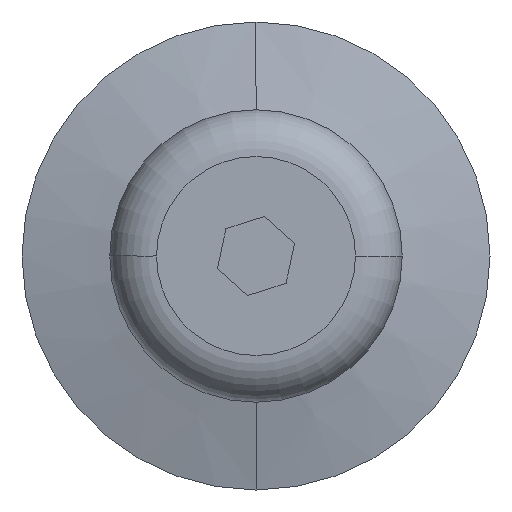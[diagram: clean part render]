
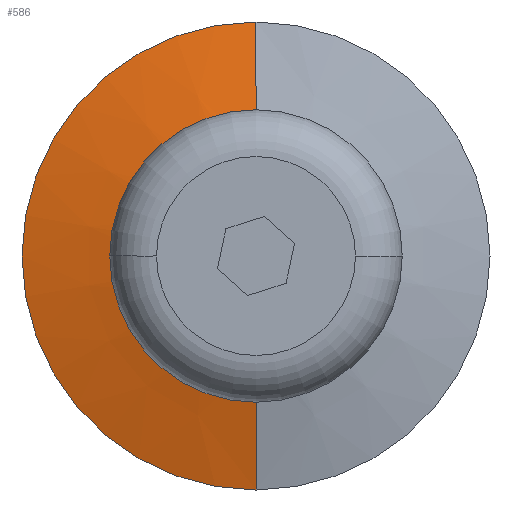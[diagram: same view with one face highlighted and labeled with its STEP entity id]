
A CAD part, left-side view. The second image highlights one B-rep face of the part: STEP entity #586.
In plain terms, the highlighted conical face has half-angle 75.769 degrees and reference radius 20 mm.
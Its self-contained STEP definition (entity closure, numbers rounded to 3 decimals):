
#7 = DIRECTION ( 'NONE',  ( 0.246, 0., 0.969 ) ) ;
#48 = VERTEX_POINT ( 'NONE', #922 ) ;
#52 = CARTESIAN_POINT ( 'NONE',  ( -4.513, 0., -20. ) ) ;
#62 = DIRECTION ( 'NONE',  ( -1., 0., 0. ) ) ;
#86 = AXIS2_PLACEMENT_3D ( 'NONE', #831, #903, #189 ) ;
#89 = EDGE_LOOP ( 'NONE', ( #564, #658, #613, #183 ) ) ;
#183 = ORIENTED_EDGE ( 'NONE', *, *, #428, .F. ) ;
#189 = DIRECTION ( 'NONE',  ( 0., 0., 1. ) ) ;
#198 = DIRECTION ( 'NONE',  ( 0., 0., -1. ) ) ;
#254 = CARTESIAN_POINT ( 'NONE',  ( -4.513, 0., 20. ) ) ;
#315 = LINE ( 'NONE', #754, #386 ) ;
#324 = EDGE_CURVE ( 'NONE', #389, #458, #704, .T. ) ;
#343 = VECTOR ( 'NONE', #7, 1000. ) ;
#362 = AXIS2_PLACEMENT_3D ( 'NONE', #543, #62, #691 ) ;
#386 = VECTOR ( 'NONE', #766, 1000. ) ;
#389 = VERTEX_POINT ( 'NONE', #254 ) ;
#399 = DIRECTION ( 'NONE',  ( 1., 0., 0. ) ) ;
#428 = EDGE_CURVE ( 'NONE', #694, #458, #315, .T. ) ;
#458 = VERTEX_POINT ( 'NONE', #52 ) ;
#482 = CIRCLE ( 'NONE', #86, 9. ) ;
#539 = EDGE_CURVE ( 'NONE', #48, #389, #641, .T. ) ;
#543 = CARTESIAN_POINT ( 'NONE',  ( -4.513, 0., 0. ) ) ;
#564 = ORIENTED_EDGE ( 'NONE', *, *, #812, .F. ) ;
#572 = CARTESIAN_POINT ( 'NONE',  ( -4.513, 0., 20. ) ) ;
#586 = ADVANCED_FACE ( 'NONE', ( #618 ), #589, .T. ) ;
#589 = CONICAL_SURFACE ( 'NONE', #857, 20., 1.322 ) ;
#613 = ORIENTED_EDGE ( 'NONE', *, *, #324, .T. ) ;
#618 = FACE_OUTER_BOUND ( 'NONE', #89, .T. ) ;
#641 = LINE ( 'NONE', #572, #343 ) ;
#658 = ORIENTED_EDGE ( 'NONE', *, *, #539, .T. ) ;
#691 = DIRECTION ( 'NONE',  ( 0., 0., 1. ) ) ;
#694 = VERTEX_POINT ( 'NONE', #806 ) ;
#704 = CIRCLE ( 'NONE', #362, 20. ) ;
#754 = CARTESIAN_POINT ( 'NONE',  ( -4.513, 0., -20. ) ) ;
#766 = DIRECTION ( 'NONE',  ( 0.246, 0., -0.969 ) ) ;
#806 = CARTESIAN_POINT ( 'NONE',  ( -7.303, 0., -9. ) ) ;
#812 = EDGE_CURVE ( 'NONE', #48, #694, #482, .T. ) ;
#831 = CARTESIAN_POINT ( 'NONE',  ( -7.303, 0., 0. ) ) ;
#857 = AXIS2_PLACEMENT_3D ( 'NONE', #912, #399, #198 ) ;
#903 = DIRECTION ( 'NONE',  ( -1., 0., 0. ) ) ;
#912 = CARTESIAN_POINT ( 'NONE',  ( -4.513, 0., 0. ) ) ;
#922 = CARTESIAN_POINT ( 'NONE',  ( -7.303, 0., 9. ) ) ;
